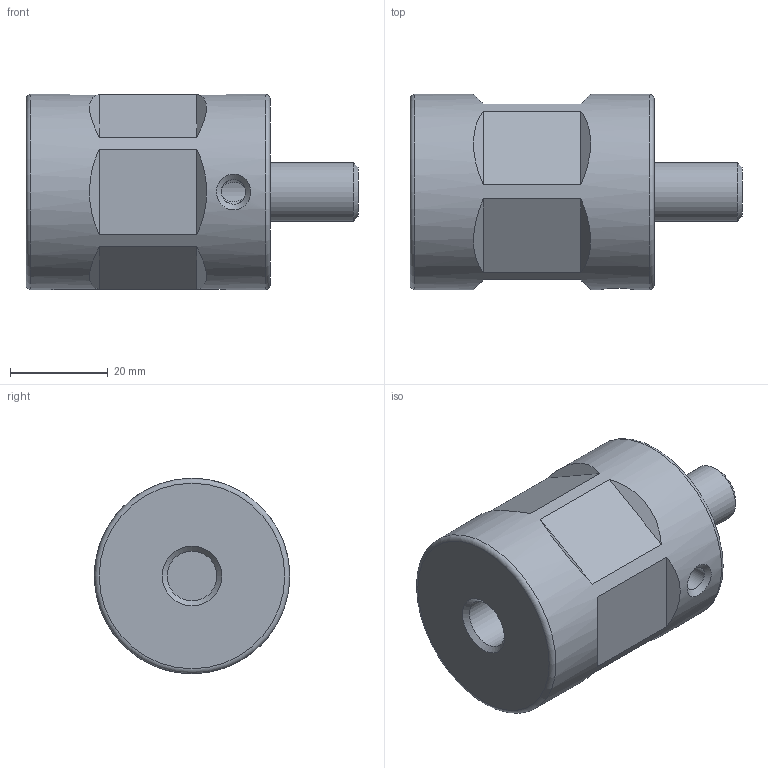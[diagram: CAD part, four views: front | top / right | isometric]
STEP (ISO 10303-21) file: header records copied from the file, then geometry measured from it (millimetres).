
FILE_DESCRIPTION( ( 'Unknown' ), '1' );
FILE_NAME( 'SU10-1250.stp', 'Unknown', ( 'Unknown' ), ( 'Unknown' ), 'XStep 1.0', 'Unknown', ' ' );
FILE_SCHEMA( ( 'CONFIG_CONTROL_DESIGN' ) );
Length unit declared in the file: millimetre
Products named in the file (2): 1; 2
Bounding box: 68 x 40 x 40 mm (x, y, z)
Volume: 57326.5 mm3; surface area: 11203.6 mm2
Topology: 2 solids, 2 shells, 34 faces, 69 edges, 44 vertices
Faces by surface type: plane 22, cone 5, cylinder 4, torus 2, bspline 1
Full cylindrical faces by diameter (mm): 5 x1, 10.2 x1, 12 x1, 40 x1
Entity records: 1045 total; most frequent: CARTESIAN_POINT 288, DIRECTION 144, ORIENTED_EDGE 110, AXIS2_PLACEMENT_3D 60, EDGE_CURVE 55, EDGE_LOOP 54, FACE_OUTER_BOUND 41, VERTEX_POINT 41
